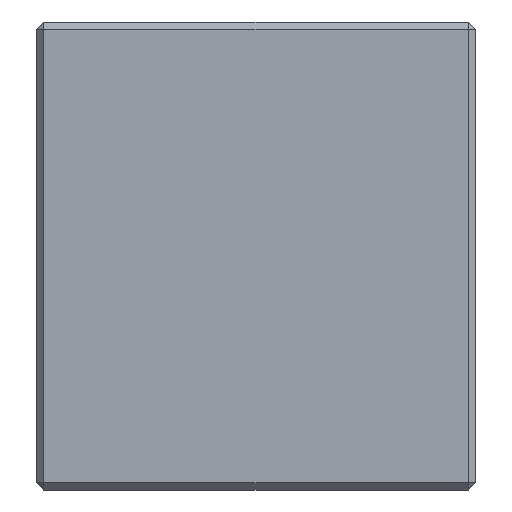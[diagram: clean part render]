
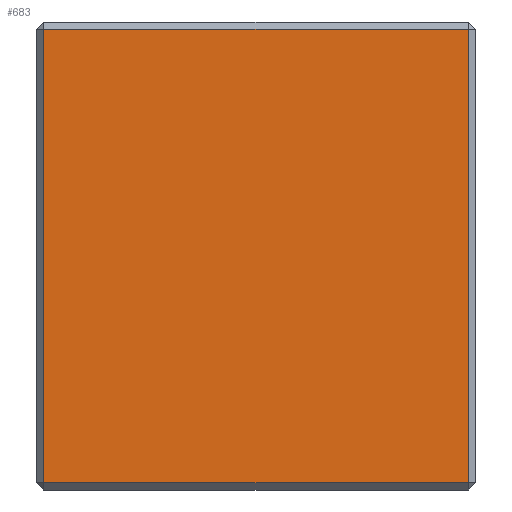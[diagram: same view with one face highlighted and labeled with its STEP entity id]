
A CAD part, front view. The second image highlights one B-rep face of the part: STEP entity #683.
In plain terms, the highlighted planar face has unit normal (0, -1, 0).
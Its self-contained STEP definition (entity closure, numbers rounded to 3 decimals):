
#58=FACE_OUTER_BOUND('',#104,.T.);
#104=EDGE_LOOP('',(#573,#574,#575,#576));
#162=LINE('',#1047,#249);
#165=LINE('',#1051,#252);
#169=LINE('',#1057,#256);
#172=LINE('',#1062,#259);
#249=VECTOR('',#842,10.);
#252=VECTOR('',#847,10.);
#256=VECTOR('',#855,10.);
#259=VECTOR('',#862,10.);
#298=VERTEX_POINT('',#967);
#307=VERTEX_POINT('',#988);
#312=VERTEX_POINT('',#998);
#316=VERTEX_POINT('',#1009);
#382=EDGE_CURVE('',#307,#316,#162,.T.);
#385=EDGE_CURVE('',#316,#312,#165,.T.);
#389=EDGE_CURVE('',#312,#298,#169,.T.);
#392=EDGE_CURVE('',#298,#307,#172,.T.);
#573=ORIENTED_EDGE('',*,*,#382,.F.);
#574=ORIENTED_EDGE('',*,*,#392,.F.);
#575=ORIENTED_EDGE('',*,*,#389,.F.);
#576=ORIENTED_EDGE('',*,*,#385,.F.);
#638=PLANE('',#743);
#683=ADVANCED_FACE('',(#58),#638,.T.);
#743=AXIS2_PLACEMENT_3D('',#1107,#918,#919);
#842=DIRECTION('',(0.,0.,1.));
#847=DIRECTION('',(1.,0.,0.));
#855=DIRECTION('',(0.,0.,-1.));
#862=DIRECTION('',(-1.,0.,0.));
#918=DIRECTION('center_axis',(0.,-1.,0.));
#919=DIRECTION('ref_axis',(0.,0.,-1.));
#967=CARTESIAN_POINT('',(29.5,0.,-31.5));
#988=CARTESIAN_POINT('',(0.5,0.,-31.5));
#998=CARTESIAN_POINT('',(29.5,0.,-0.5));
#1009=CARTESIAN_POINT('',(0.5,0.,-0.5));
#1047=CARTESIAN_POINT('',(0.5,0.,-8.));
#1051=CARTESIAN_POINT('',(0.,0.,-0.5));
#1057=CARTESIAN_POINT('',(29.5,0.,-8.));
#1062=CARTESIAN_POINT('',(0.,0.,-31.5));
#1107=CARTESIAN_POINT('Origin',(0.,0.,0.));
